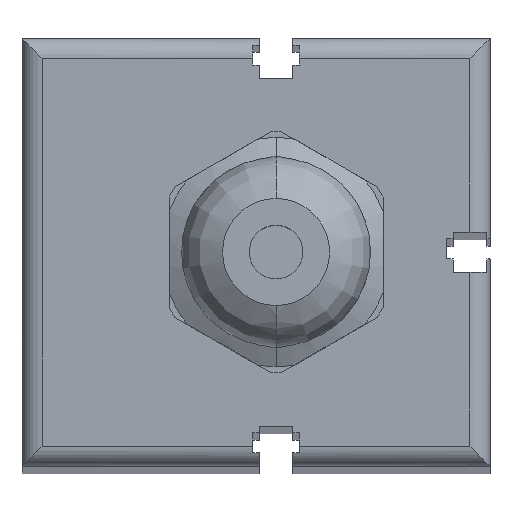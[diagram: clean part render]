
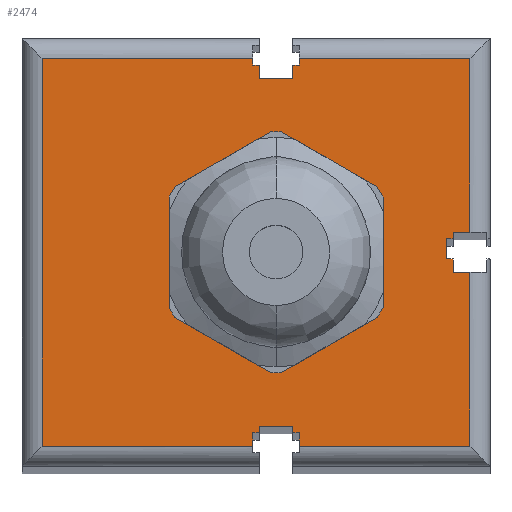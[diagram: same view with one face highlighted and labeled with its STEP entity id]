
A CAD part, top view. The second image highlights one B-rep face of the part: STEP entity #2474.
In plain terms, the highlighted planar face has unit normal (0, 0, 1).
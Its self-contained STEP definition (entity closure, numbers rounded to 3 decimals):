
#56=DIRECTION('',(0.,-1.,0.));
#57=VECTOR('',#56,1.);
#58=CARTESIAN_POINT('',(-2.5,-26.,0.));
#59=LINE('',#58,#57);
#64=DIRECTION('',(-1.,0.,0.));
#65=VECTOR('',#64,1.);
#66=CARTESIAN_POINT('',(-2.5,-27.,0.));
#67=LINE('',#66,#65);
#71=DIRECTION('',(0.,-1.,0.));
#72=VECTOR('',#71,2.);
#73=CARTESIAN_POINT('',(-3.5,-27.,0.));
#74=LINE('',#73,#72);
#78=DIRECTION('',(1.,0.,0.));
#79=VECTOR('',#78,31.5);
#80=CARTESIAN_POINT('',(-35.,-29.,0.));
#81=LINE('',#80,#79);
#85=DIRECTION('',(0.,-1.,0.));
#86=VECTOR('',#85,58.);
#87=CARTESIAN_POINT('',(-35.,29.,0.));
#88=LINE('',#87,#86);
#92=DIRECTION('',(-1.,0.,0.));
#93=VECTOR('',#92,31.5);
#94=CARTESIAN_POINT('',(-3.5,29.,0.));
#95=LINE('',#94,#93);
#99=DIRECTION('',(0.,-1.,0.));
#100=VECTOR('',#99,1.);
#101=CARTESIAN_POINT('',(-3.5,29.,0.));
#102=LINE('',#101,#100);
#106=DIRECTION('',(1.,0.,0.));
#107=VECTOR('',#106,1.);
#108=CARTESIAN_POINT('',(-3.5,28.,0.));
#109=LINE('',#108,#107);
#113=DIRECTION('',(1.,0.,0.));
#114=VECTOR('',#113,1.);
#115=CARTESIAN_POINT('',(2.5,28.,0.));
#116=LINE('',#115,#114);
#120=DIRECTION('',(0.,1.,0.));
#121=VECTOR('',#120,1.);
#122=CARTESIAN_POINT('',(3.5,28.,0.));
#123=LINE('',#122,#121);
#127=DIRECTION('',(-1.,0.,0.));
#128=VECTOR('',#127,25.5);
#129=CARTESIAN_POINT('',(29.,29.,0.));
#130=LINE('',#129,#128);
#134=DIRECTION('',(0.,1.,0.));
#135=VECTOR('',#134,26.);
#136=CARTESIAN_POINT('',(29.,3.,0.));
#137=LINE('',#136,#135);
#141=DIRECTION('',(-1.,0.,0.));
#142=VECTOR('',#141,2.5);
#143=CARTESIAN_POINT('',(29.,3.,0.));
#144=LINE('',#143,#142);
#148=DIRECTION('',(0.,-1.,0.));
#149=VECTOR('',#148,1.);
#150=CARTESIAN_POINT('',(26.5,3.,0.));
#151=LINE('',#150,#149);
#155=DIRECTION('',(-1.,0.,0.));
#156=VECTOR('',#155,1.);
#157=CARTESIAN_POINT('',(26.5,2.,0.));
#158=LINE('',#157,#156);
#162=DIRECTION('',(0.,-1.,0.));
#163=VECTOR('',#162,3.);
#164=CARTESIAN_POINT('',(25.5,2.,0.));
#165=LINE('',#164,#163);
#169=DIRECTION('',(1.,0.,0.));
#170=VECTOR('',#169,1.);
#171=CARTESIAN_POINT('',(25.5,-1.,0.));
#172=LINE('',#171,#170);
#176=DIRECTION('',(0.,1.,0.));
#177=VECTOR('',#176,26.);
#178=CARTESIAN_POINT('',(29.,-29.,0.));
#179=LINE('',#178,#177);
#183=DIRECTION('',(1.,0.,0.));
#184=VECTOR('',#183,25.5);
#185=CARTESIAN_POINT('',(3.5,-29.,0.));
#186=LINE('',#185,#184);
#190=DIRECTION('',(0.,1.,0.));
#191=VECTOR('',#190,2.);
#192=CARTESIAN_POINT('',(3.5,-29.,0.));
#193=LINE('',#192,#191);
#197=DIRECTION('',(-1.,0.,0.));
#198=VECTOR('',#197,1.);
#199=CARTESIAN_POINT('',(3.5,-27.,0.));
#200=LINE('',#199,#198);
#204=DIRECTION('',(0.,1.,0.));
#205=VECTOR('',#204,1.);
#206=CARTESIAN_POINT('',(2.5,-27.,0.));
#207=LINE('',#206,#205);
#211=DIRECTION('',(-1.,0.,0.));
#212=VECTOR('',#211,5.);
#213=CARTESIAN_POINT('',(2.5,-26.,0.));
#214=LINE('',#213,#212);
#218=CARTESIAN_POINT('',(0.,0.,0.));
#219=DIRECTION('',(0.,0.,1.));
#220=DIRECTION('',(0.,1.,0.));
#221=AXIS2_PLACEMENT_3D('',#218,#219,#220);
#226=CARTESIAN_POINT('',(0.,0.,0.));
#227=DIRECTION('',(0.,0.,1.));
#228=DIRECTION('',(0.,-1.,0.));
#229=AXIS2_PLACEMENT_3D('',#226,#227,#228);
#307=CARTESIAN_POINT('',(29.,-29.,0.));
#772=DIRECTION('',(0.,1.,0.));
#773=VECTOR('',#772,2.);
#774=CARTESIAN_POINT('',(-2.5,26.,0.));
#775=LINE('',#774,#773);
#793=DIRECTION('',(-1.,0.,0.));
#794=VECTOR('',#793,5.);
#795=CARTESIAN_POINT('',(2.5,26.,0.));
#796=LINE('',#795,#794);
#807=DIRECTION('',(0.,-1.,0.));
#808=VECTOR('',#807,2.);
#809=CARTESIAN_POINT('',(2.5,28.,0.));
#810=LINE('',#809,#808);
#916=DIRECTION('',(-1.,0.,0.));
#917=VECTOR('',#916,2.5);
#918=CARTESIAN_POINT('',(29.,-3.,0.));
#919=LINE('',#918,#917);
#1155=CARTESIAN_POINT('',(29.,29.,0.));
#1209=DIRECTION('',(0.,1.,0.));
#1210=VECTOR('',#1209,2.);
#1211=CARTESIAN_POINT('',(26.5,-3.,0.));
#1212=LINE('',#1211,#1210);
#2067=CARTESIAN_POINT('',(-3.5,29.,0.));
#2068=CARTESIAN_POINT('',(-3.5,28.,0.));
#2069=VERTEX_POINT('',#2067);
#2070=VERTEX_POINT('',#2068);
#2071=CARTESIAN_POINT('',(-2.5,28.,0.));
#2072=VERTEX_POINT('',#2071);
#2073=CARTESIAN_POINT('',(2.5,28.,0.));
#2074=CARTESIAN_POINT('',(3.5,28.,0.));
#2075=VERTEX_POINT('',#2073);
#2076=VERTEX_POINT('',#2074);
#2077=CARTESIAN_POINT('',(3.5,29.,0.));
#2078=VERTEX_POINT('',#2077);
#2115=CARTESIAN_POINT('',(-2.5,26.,0.));
#2117=VERTEX_POINT('',#2115);
#2119=CARTESIAN_POINT('',(2.5,26.,0.));
#2121=VERTEX_POINT('',#2119);
#2123=CARTESIAN_POINT('',(26.5,3.,0.));
#2124=CARTESIAN_POINT('',(26.5,2.,0.));
#2125=VERTEX_POINT('',#2123);
#2126=VERTEX_POINT('',#2124);
#2127=CARTESIAN_POINT('',(25.5,2.,0.));
#2128=VERTEX_POINT('',#2127);
#2129=CARTESIAN_POINT('',(25.5,-1.,0.));
#2130=VERTEX_POINT('',#2129);
#2131=CARTESIAN_POINT('',(26.5,-1.,0.));
#2132=VERTEX_POINT('',#2131);
#2133=CARTESIAN_POINT('',(29.,3.,0.));
#2134=VERTEX_POINT('',#2133);
#2155=CARTESIAN_POINT('',(26.5,-3.,0.));
#2157=VERTEX_POINT('',#2155);
#2177=CARTESIAN_POINT('',(29.,-3.,0.));
#2178=VERTEX_POINT('',#2177);
#2179=CARTESIAN_POINT('',(-2.5,-26.,0.));
#2180=CARTESIAN_POINT('',(-2.5,-27.,0.));
#2181=VERTEX_POINT('',#2179);
#2182=VERTEX_POINT('',#2180);
#2183=CARTESIAN_POINT('',(-3.5,-27.,0.));
#2184=VERTEX_POINT('',#2183);
#2185=CARTESIAN_POINT('',(-3.5,-29.,0.));
#2186=VERTEX_POINT('',#2185);
#2187=CARTESIAN_POINT('',(3.5,-29.,0.));
#2188=CARTESIAN_POINT('',(3.5,-27.,0.));
#2189=VERTEX_POINT('',#2187);
#2190=VERTEX_POINT('',#2188);
#2191=CARTESIAN_POINT('',(2.5,-27.,0.));
#2192=VERTEX_POINT('',#2191);
#2193=CARTESIAN_POINT('',(2.5,-26.,0.));
#2194=VERTEX_POINT('',#2193);
#2239=CARTESIAN_POINT('',(-35.,29.,0.));
#2240=CARTESIAN_POINT('',(-35.,-29.,0.));
#2241=VERTEX_POINT('',#2239);
#2242=VERTEX_POINT('',#2240);
#2259=VERTEX_POINT('',#1155);
#2260=VERTEX_POINT('',#307);
#2289=CARTESIAN_POINT('',(0.,16.,0.));
#2290=CARTESIAN_POINT('',(0.,-16.,0.));
#2291=VERTEX_POINT('',#2289);
#2292=VERTEX_POINT('',#2290);
#2405=CARTESIAN_POINT('',(0.,0.,0.));
#2406=DIRECTION('',(0.,0.,1.));
#2407=DIRECTION('',(1.,0.,0.));
#2408=AXIS2_PLACEMENT_3D('',#2405,#2406,#2407);
#2409=PLANE('',#2408);
#2411=ORIENTED_EDGE('',*,*,#2410,.T.);
#2413=ORIENTED_EDGE('',*,*,#2412,.T.);
#2415=ORIENTED_EDGE('',*,*,#2414,.T.);
#2417=ORIENTED_EDGE('',*,*,#2416,.F.);
#2419=ORIENTED_EDGE('',*,*,#2418,.F.);
#2421=ORIENTED_EDGE('',*,*,#2420,.F.);
#2423=ORIENTED_EDGE('',*,*,#2422,.T.);
#2425=ORIENTED_EDGE('',*,*,#2424,.T.);
#2427=ORIENTED_EDGE('',*,*,#2426,.F.);
#2429=ORIENTED_EDGE('',*,*,#2428,.F.);
#2431=ORIENTED_EDGE('',*,*,#2430,.F.);
#2433=ORIENTED_EDGE('',*,*,#2432,.T.);
#2435=ORIENTED_EDGE('',*,*,#2434,.T.);
#2437=ORIENTED_EDGE('',*,*,#2436,.F.);
#2439=ORIENTED_EDGE('',*,*,#2438,.F.);
#2441=ORIENTED_EDGE('',*,*,#2440,.T.);
#2443=ORIENTED_EDGE('',*,*,#2442,.T.);
#2445=ORIENTED_EDGE('',*,*,#2444,.T.);
#2447=ORIENTED_EDGE('',*,*,#2446,.T.);
#2449=ORIENTED_EDGE('',*,*,#2448,.T.);
#2451=ORIENTED_EDGE('',*,*,#2450,.F.);
#2453=ORIENTED_EDGE('',*,*,#2452,.F.);
#2455=ORIENTED_EDGE('',*,*,#2454,.F.);
#2457=ORIENTED_EDGE('',*,*,#2456,.F.);
#2459=ORIENTED_EDGE('',*,*,#2458,.T.);
#2461=ORIENTED_EDGE('',*,*,#2460,.T.);
#2463=ORIENTED_EDGE('',*,*,#2462,.T.);
#2465=ORIENTED_EDGE('',*,*,#2464,.T.);
#2466=EDGE_LOOP('',(#2411,#2413,#2415,#2417,#2419,#2421,#2423,#2425,#2427,#2429,
#2431,#2433,#2435,#2437,#2439,#2441,#2443,#2445,#2447,#2449,#2451,#2453,#2455,
#2457,#2459,#2461,#2463,#2465));
#2467=FACE_OUTER_BOUND('',#2466,.F.);
#2469=ORIENTED_EDGE('',*,*,#2468,.T.);
#2471=ORIENTED_EDGE('',*,*,#2470,.T.);
#2472=EDGE_LOOP('',(#2469,#2471));
#2473=FACE_BOUND('',#2472,.F.);
#2474=ADVANCED_FACE('',(#2467,#2473),#2409,.T.);
#222=CIRCLE('',#221,16.);
#230=CIRCLE('',#229,16.);
#2410=EDGE_CURVE('',#2181,#2182,#59,.T.);
#2412=EDGE_CURVE('',#2182,#2184,#67,.T.);
#2414=EDGE_CURVE('',#2184,#2186,#74,.T.);
#2416=EDGE_CURVE('',#2242,#2186,#81,.T.);
#2418=EDGE_CURVE('',#2241,#2242,#88,.T.);
#2420=EDGE_CURVE('',#2069,#2241,#95,.T.);
#2422=EDGE_CURVE('',#2069,#2070,#102,.T.);
#2424=EDGE_CURVE('',#2070,#2072,#109,.T.);
#2426=EDGE_CURVE('',#2117,#2072,#775,.T.);
#2428=EDGE_CURVE('',#2121,#2117,#796,.T.);
#2430=EDGE_CURVE('',#2075,#2121,#810,.T.);
#2432=EDGE_CURVE('',#2075,#2076,#116,.T.);
#2434=EDGE_CURVE('',#2076,#2078,#123,.T.);
#2436=EDGE_CURVE('',#2259,#2078,#130,.T.);
#2438=EDGE_CURVE('',#2134,#2259,#137,.T.);
#2440=EDGE_CURVE('',#2134,#2125,#144,.T.);
#2442=EDGE_CURVE('',#2125,#2126,#151,.T.);
#2444=EDGE_CURVE('',#2126,#2128,#158,.T.);
#2446=EDGE_CURVE('',#2128,#2130,#165,.T.);
#2448=EDGE_CURVE('',#2130,#2132,#172,.T.);
#2450=EDGE_CURVE('',#2157,#2132,#1212,.T.);
#2452=EDGE_CURVE('',#2178,#2157,#919,.T.);
#2454=EDGE_CURVE('',#2260,#2178,#179,.T.);
#2456=EDGE_CURVE('',#2189,#2260,#186,.T.);
#2458=EDGE_CURVE('',#2189,#2190,#193,.T.);
#2460=EDGE_CURVE('',#2190,#2192,#200,.T.);
#2462=EDGE_CURVE('',#2192,#2194,#207,.T.);
#2464=EDGE_CURVE('',#2194,#2181,#214,.T.);
#2468=EDGE_CURVE('',#2291,#2292,#222,.T.);
#2470=EDGE_CURVE('',#2292,#2291,#230,.T.);
